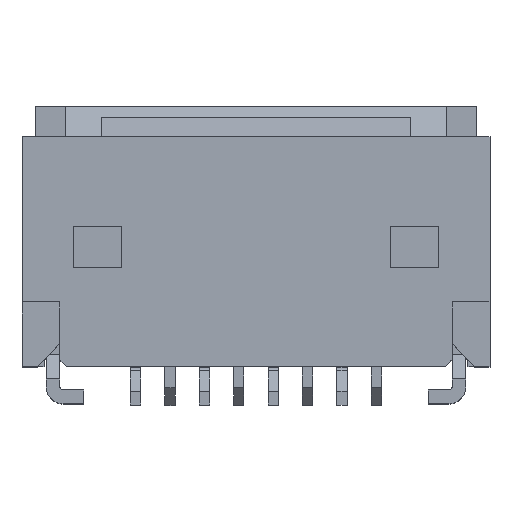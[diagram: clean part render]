
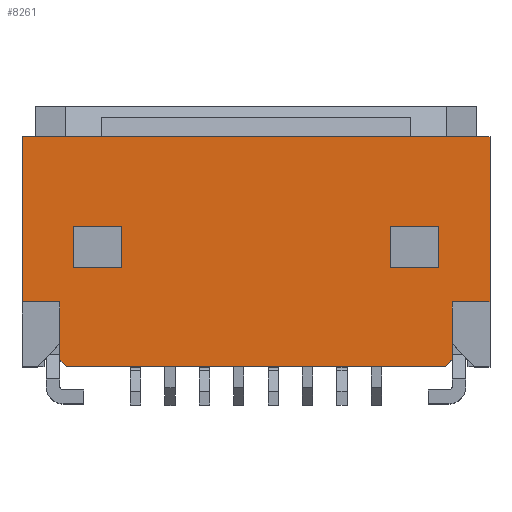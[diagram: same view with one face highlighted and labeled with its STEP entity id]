
A CAD part, top view. The second image highlights one B-rep face of the part: STEP entity #8261.
In plain terms, the highlighted planar face has unit normal (0, 0, 1).
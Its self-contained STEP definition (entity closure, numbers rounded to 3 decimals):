
#5=DIRECTION('',(0.,-1.,0.));
#6=VECTOR('',#5,2.4);
#7=CARTESIAN_POINT('',(-3.4,3.34,1.4));
#8=LINE('',#7,#6);
#122=DIRECTION('',(1.,0.,0.));
#123=VECTOR('',#122,5.5);
#124=CARTESIAN_POINT('',(-2.75,0.,1.4));
#125=LINE('',#124,#123);
#351=DIRECTION('',(0.,-1.,0.));
#352=VECTOR('',#351,2.4);
#353=CARTESIAN_POINT('',(3.4,3.34,1.4));
#354=LINE('',#353,#352);
#567=DIRECTION('',(1.,0.,0.));
#568=VECTOR('',#567,0.7);
#569=CARTESIAN_POINT('',(-2.65,2.04,1.4));
#570=LINE('',#569,#568);
#571=DIRECTION('',(0.,1.,0.));
#572=VECTOR('',#571,0.6);
#573=CARTESIAN_POINT('',(-2.65,1.44,1.4));
#574=LINE('',#573,#572);
#575=DIRECTION('',(1.,0.,0.));
#576=VECTOR('',#575,0.7);
#577=CARTESIAN_POINT('',(-2.65,1.44,1.4));
#578=LINE('',#577,#576);
#579=DIRECTION('',(0.,1.,0.));
#580=VECTOR('',#579,0.6);
#581=CARTESIAN_POINT('',(-1.95,1.44,1.4));
#582=LINE('',#581,#580);
#583=DIRECTION('',(1.,0.,0.));
#584=VECTOR('',#583,0.7);
#585=CARTESIAN_POINT('',(1.95,2.04,1.4));
#586=LINE('',#585,#584);
#587=DIRECTION('',(0.,1.,0.));
#588=VECTOR('',#587,0.6);
#589=CARTESIAN_POINT('',(1.95,1.44,1.4));
#590=LINE('',#589,#588);
#591=DIRECTION('',(1.,0.,0.));
#592=VECTOR('',#591,0.7);
#593=CARTESIAN_POINT('',(1.95,1.44,1.4));
#594=LINE('',#593,#592);
#595=DIRECTION('',(0.,1.,0.));
#596=VECTOR('',#595,0.6);
#597=CARTESIAN_POINT('',(2.65,1.44,1.4));
#598=LINE('',#597,#596);
#599=DIRECTION('',(0.,1.,0.));
#600=VECTOR('',#599,0.17);
#601=CARTESIAN_POINT('',(-2.85,0.17,1.4));
#602=LINE('',#601,#600);
#603=DIRECTION('',(0.,1.,0.));
#604=VECTOR('',#603,0.6);
#605=CARTESIAN_POINT('',(-2.85,0.34,1.4));
#606=LINE('',#605,#604);
#607=DIRECTION('',(1.,0.,0.));
#608=VECTOR('',#607,0.55);
#609=CARTESIAN_POINT('',(-3.4,0.94,1.4));
#610=LINE('',#609,#608);
#611=DIRECTION('',(1.,0.,0.));
#612=VECTOR('',#611,6.8);
#613=CARTESIAN_POINT('',(-3.4,3.34,1.4));
#614=LINE('',#613,#612);
#615=DIRECTION('',(1.,0.,0.));
#616=VECTOR('',#615,0.55);
#617=CARTESIAN_POINT('',(2.85,0.94,1.4));
#618=LINE('',#617,#616);
#619=DIRECTION('',(0.,1.,0.));
#620=VECTOR('',#619,0.6);
#621=CARTESIAN_POINT('',(2.85,0.34,1.4));
#622=LINE('',#621,#620);
#623=DIRECTION('',(0.,1.,0.));
#624=VECTOR('',#623,0.17);
#625=CARTESIAN_POINT('',(2.85,0.17,1.4));
#626=LINE('',#625,#624);
#627=DIRECTION('',(0.,1.,0.));
#628=VECTOR('',#627,0.07);
#629=CARTESIAN_POINT('',(2.85,0.1,1.4));
#630=LINE('',#629,#628);
#631=DIRECTION('',(0.707,0.707,0.));
#632=VECTOR('',#631,0.141);
#633=CARTESIAN_POINT('',(2.75,0.,1.4));
#634=LINE('',#633,#632);
#635=DIRECTION('',(0.707,-0.707,0.));
#636=VECTOR('',#635,0.141);
#637=CARTESIAN_POINT('',(-2.85,0.1,1.4));
#638=LINE('',#637,#636);
#639=DIRECTION('',(0.,1.,0.));
#640=VECTOR('',#639,0.07);
#641=CARTESIAN_POINT('',(-2.85,0.1,1.4));
#642=LINE('',#641,#640);
#5709=CARTESIAN_POINT('',(-3.4,3.34,1.4));
#5710=CARTESIAN_POINT('',(3.4,3.34,1.4));
#5711=VERTEX_POINT('',#5709);
#5712=VERTEX_POINT('',#5710);
#5737=CARTESIAN_POINT('',(-3.4,0.94,1.4));
#5738=CARTESIAN_POINT('',(-2.85,0.94,1.4));
#5739=VERTEX_POINT('',#5737);
#5740=VERTEX_POINT('',#5738);
#5741=CARTESIAN_POINT('',(2.85,0.94,1.4));
#5742=CARTESIAN_POINT('',(3.4,0.94,1.4));
#5743=VERTEX_POINT('',#5741);
#5744=VERTEX_POINT('',#5742);
#5861=CARTESIAN_POINT('',(2.85,0.34,1.4));
#5863=VERTEX_POINT('',#5861);
#5869=CARTESIAN_POINT('',(-2.85,0.34,1.4));
#5871=VERTEX_POINT('',#5869);
#6049=CARTESIAN_POINT('',(2.75,0.,1.4));
#6051=VERTEX_POINT('',#6049);
#6054=CARTESIAN_POINT('',(-2.75,0.,1.4));
#6056=VERTEX_POINT('',#6054);
#6429=CARTESIAN_POINT('',(2.85,0.1,1.4));
#6431=VERTEX_POINT('',#6429);
#6445=CARTESIAN_POINT('',(2.85,0.17,1.4));
#6446=VERTEX_POINT('',#6445);
#6625=CARTESIAN_POINT('',(-2.85,0.1,1.4));
#6626=CARTESIAN_POINT('',(-2.85,0.17,1.4));
#6627=VERTEX_POINT('',#6625);
#6628=VERTEX_POINT('',#6626);
#7493=CARTESIAN_POINT('',(-2.65,2.04,1.4));
#7494=CARTESIAN_POINT('',(-1.95,2.04,1.4));
#7495=VERTEX_POINT('',#7493);
#7496=VERTEX_POINT('',#7494);
#7497=CARTESIAN_POINT('',(1.95,2.04,1.4));
#7498=CARTESIAN_POINT('',(2.65,2.04,1.4));
#7499=VERTEX_POINT('',#7497);
#7500=VERTEX_POINT('',#7498);
#7501=CARTESIAN_POINT('',(-2.65,1.44,1.4));
#7502=CARTESIAN_POINT('',(-1.95,1.44,1.4));
#7503=VERTEX_POINT('',#7501);
#7504=VERTEX_POINT('',#7502);
#7505=CARTESIAN_POINT('',(1.95,1.44,1.4));
#7506=CARTESIAN_POINT('',(2.65,1.44,1.4));
#7507=VERTEX_POINT('',#7505);
#7508=VERTEX_POINT('',#7506);
#8211=CARTESIAN_POINT('',(-3.4,3.34,1.4));
#8212=DIRECTION('',(0.,0.,1.));
#8213=DIRECTION('',(0.,-1.,0.));
#8214=AXIS2_PLACEMENT_3D('',#8211,#8212,#8213);
#8215=PLANE('',#8214);
#8217=ORIENTED_EDGE('',*,*,#8216,.T.);
#8219=ORIENTED_EDGE('',*,*,#8218,.T.);
#8220=ORIENTED_EDGE('',*,*,#8158,.F.);
#8221=ORIENTED_EDGE('',*,*,#7566,.F.);
#8223=ORIENTED_EDGE('',*,*,#8222,.T.);
#8224=ORIENTED_EDGE('',*,*,#7936,.T.);
#8225=ORIENTED_EDGE('',*,*,#8172,.F.);
#8227=ORIENTED_EDGE('',*,*,#8226,.F.);
#8229=ORIENTED_EDGE('',*,*,#8228,.F.);
#8231=ORIENTED_EDGE('',*,*,#8230,.F.);
#8233=ORIENTED_EDGE('',*,*,#8232,.F.);
#8234=ORIENTED_EDGE('',*,*,#7690,.F.);
#8236=ORIENTED_EDGE('',*,*,#8235,.F.);
#8238=ORIENTED_EDGE('',*,*,#8237,.T.);
#8239=EDGE_LOOP('',(#8217,#8219,#8220,#8221,#8223,#8224,#8225,#8227,#8229,#8231,
#8233,#8234,#8236,#8238));
#8240=FACE_OUTER_BOUND('',#8239,.F.);
#8242=ORIENTED_EDGE('',*,*,#8241,.F.);
#8244=ORIENTED_EDGE('',*,*,#8243,.F.);
#8246=ORIENTED_EDGE('',*,*,#8245,.T.);
#8248=ORIENTED_EDGE('',*,*,#8247,.T.);
#8249=EDGE_LOOP('',(#8242,#8244,#8246,#8248));
#8250=FACE_BOUND('',#8249,.F.);
#8252=ORIENTED_EDGE('',*,*,#8251,.F.);
#8254=ORIENTED_EDGE('',*,*,#8253,.F.);
#8256=ORIENTED_EDGE('',*,*,#8255,.T.);
#8258=ORIENTED_EDGE('',*,*,#8257,.T.);
#8259=EDGE_LOOP('',(#8252,#8254,#8256,#8258));
#8260=FACE_BOUND('',#8259,.F.);
#8261=ADVANCED_FACE('',(#8240,#8250,#8260),#8215,.T.);
#7566=EDGE_CURVE('',#5711,#5739,#8,.T.);
#7690=EDGE_CURVE('',#6056,#6051,#125,.T.);
#7936=EDGE_CURVE('',#5712,#5744,#354,.T.);
#8158=EDGE_CURVE('',#5739,#5740,#610,.T.);
#8172=EDGE_CURVE('',#5743,#5744,#618,.T.);
#8216=EDGE_CURVE('',#6628,#5871,#602,.T.);
#8218=EDGE_CURVE('',#5871,#5740,#606,.T.);
#8222=EDGE_CURVE('',#5711,#5712,#614,.T.);
#8226=EDGE_CURVE('',#5863,#5743,#622,.T.);
#8228=EDGE_CURVE('',#6446,#5863,#626,.T.);
#8230=EDGE_CURVE('',#6431,#6446,#630,.T.);
#8232=EDGE_CURVE('',#6051,#6431,#634,.T.);
#8235=EDGE_CURVE('',#6627,#6056,#638,.T.);
#8237=EDGE_CURVE('',#6627,#6628,#642,.T.);
#8241=EDGE_CURVE('',#7499,#7500,#586,.T.);
#8243=EDGE_CURVE('',#7507,#7499,#590,.T.);
#8245=EDGE_CURVE('',#7507,#7508,#594,.T.);
#8247=EDGE_CURVE('',#7508,#7500,#598,.T.);
#8251=EDGE_CURVE('',#7495,#7496,#570,.T.);
#8253=EDGE_CURVE('',#7503,#7495,#574,.T.);
#8255=EDGE_CURVE('',#7503,#7504,#578,.T.);
#8257=EDGE_CURVE('',#7504,#7496,#582,.T.);
